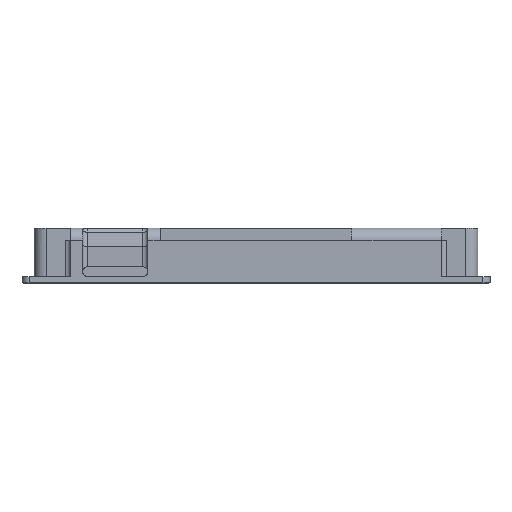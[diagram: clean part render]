
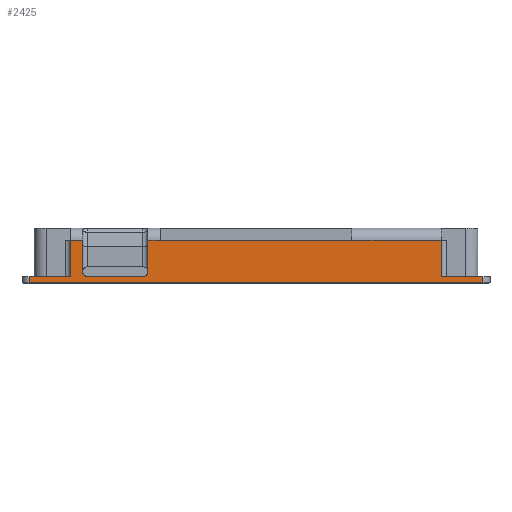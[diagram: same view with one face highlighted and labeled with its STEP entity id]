
A CAD part, front view. The second image highlights one B-rep face of the part: STEP entity #2425.
In plain terms, the highlighted planar face has unit normal (0, -1, 0).
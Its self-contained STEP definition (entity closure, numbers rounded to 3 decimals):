
#70 = EDGE_CURVE ( 'NONE', #6208, #3182, #8704, .T. ) ;
#166 = CARTESIAN_POINT ( 'NONE',  ( 3., 0., 3. ) ) ;
#210 = DIRECTION ( 'NONE',  ( -1., 0., 0. ) ) ;
#261 = VERTEX_POINT ( 'NONE', #6722 ) ;
#333 = DIRECTION ( 'NONE',  ( 0., -1., 0. ) ) ;
#362 = LINE ( 'NONE', #4455, #5930 ) ;
#407 = VERTEX_POINT ( 'NONE', #4791 ) ;
#569 = EDGE_LOOP ( 'NONE', ( #1873, #2016, #1323, #5091, #2820, #3558, #8327, #6083, #5172, #3396, #2189, #2323, #1343, #8581, #7732, #7972 ) ) ;
#583 = AXIS2_PLACEMENT_3D ( 'NONE', #1756, #333, #1825 ) ;
#836 = CARTESIAN_POINT ( 'NONE',  ( 57.3, 0., 18. ) ) ;
#853 = LINE ( 'NONE', #6607, #6010 ) ;
#1036 = EDGE_CURVE ( 'NONE', #3320, #7576, #8486, .T. ) ;
#1051 = VECTOR ( 'NONE', #6541, 1000. ) ;
#1188 = CARTESIAN_POINT ( 'NONE',  ( 3., 0., 0.5 ) ) ;
#1323 = ORIENTED_EDGE ( 'NONE', *, *, #8487, .T. ) ;
#1343 = ORIENTED_EDGE ( 'NONE', *, *, #3486, .T. ) ;
#1348 = LINE ( 'NONE', #5600, #5642 ) ;
#1421 = LINE ( 'NONE', #8398, #8090 ) ;
#1428 = DIRECTION ( 'NONE',  ( 0., 0., -1. ) ) ;
#1627 = CARTESIAN_POINT ( 'NONE',  ( 0., 0., 3. ) ) ;
#1637 = EDGE_CURVE ( 'NONE', #7500, #3605, #8276, .T. ) ;
#1681 = DIRECTION ( 'NONE',  ( 1., 0., 0. ) ) ;
#1722 = CARTESIAN_POINT ( 'NONE',  ( 50.15, 0., 3. ) ) ;
#1756 = CARTESIAN_POINT ( 'NONE',  ( 50.15, 0., 5. ) ) ;
#1771 = LINE ( 'NONE', #5316, #8126 ) ;
#1825 = DIRECTION ( 'NONE',  ( 0., 0., -1. ) ) ;
#1873 = ORIENTED_EDGE ( 'NONE', *, *, #1637, .T. ) ;
#1915 = CARTESIAN_POINT ( 'NONE',  ( 27.15, 0., 5. ) ) ;
#2002 = LINE ( 'NONE', #7858, #7691 ) ;
#2016 = ORIENTED_EDGE ( 'NONE', *, *, #8259, .F. ) ;
#2189 = ORIENTED_EDGE ( 'NONE', *, *, #4702, .F. ) ;
#2265 = DIRECTION ( 'NONE',  ( 0., 0., -1. ) ) ;
#2323 = ORIENTED_EDGE ( 'NONE', *, *, #2806, .T. ) ;
#2425 = ADVANCED_FACE ( 'NONE', ( #8148 ), #8563, .F. ) ;
#2605 = DIRECTION ( 'NONE',  ( 1., 0., 0. ) ) ;
#2806 = EDGE_CURVE ( 'NONE', #4091, #7772, #8253, .T. ) ;
#2820 = ORIENTED_EDGE ( 'NONE', *, *, #70, .F. ) ;
#2862 = CARTESIAN_POINT ( 'NONE',  ( 52.15, 0., 5. ) ) ;
#2902 = CIRCLE ( 'NONE', #7628, 2. ) ;
#2946 = EDGE_CURVE ( 'NONE', #407, #5928, #2002, .T. ) ;
#2991 = CARTESIAN_POINT ( 'NONE',  ( 25.15, 0., 5. ) ) ;
#3015 = CARTESIAN_POINT ( 'NONE',  ( 136.7, 0., 18. ) ) ;
#3070 = DIRECTION ( 'NONE',  ( 0., 0., 1. ) ) ;
#3074 = EDGE_CURVE ( 'NONE', #7500, #3320, #1348, .T. ) ;
#3090 = VECTOR ( 'NONE', #3535, 1000. ) ;
#3091 = VECTOR ( 'NONE', #6988, 1000. ) ;
#3103 = EDGE_CURVE ( 'NONE', #3182, #261, #7130, .T. ) ;
#3160 = CARTESIAN_POINT ( 'NONE',  ( 20., 0., 18. ) ) ;
#3182 = VERTEX_POINT ( 'NONE', #8446 ) ;
#3251 = DIRECTION ( 'NONE',  ( 0., 1., 0. ) ) ;
#3268 = CARTESIAN_POINT ( 'NONE',  ( 136.7, 0., 18. ) ) ;
#3320 = VERTEX_POINT ( 'NONE', #8603 ) ;
#3396 = ORIENTED_EDGE ( 'NONE', *, *, #2946, .T. ) ;
#3427 = LINE ( 'NONE', #7673, #3090 ) ;
#3486 = EDGE_CURVE ( 'NONE', #7772, #3663, #1771, .T. ) ;
#3518 = CARTESIAN_POINT ( 'NONE',  ( 0., 0., 3. ) ) ;
#3535 = DIRECTION ( 'NONE',  ( 1., 0., 0. ) ) ;
#3558 = ORIENTED_EDGE ( 'NONE', *, *, #5766, .F. ) ;
#3605 = VERTEX_POINT ( 'NONE', #3015 ) ;
#3663 = VERTEX_POINT ( 'NONE', #8015 ) ;
#3748 = DIRECTION ( 'NONE',  ( 0., 0., -1. ) ) ;
#3866 = DIRECTION ( 'NONE',  ( -1., 0., 0. ) ) ;
#4091 = VERTEX_POINT ( 'NONE', #4474 ) ;
#4167 = DIRECTION ( 'NONE',  ( 0., 0., 1. ) ) ;
#4455 = CARTESIAN_POINT ( 'NONE',  ( 0., 0., 3. ) ) ;
#4474 = CARTESIAN_POINT ( 'NONE',  ( 3., 0., 3. ) ) ;
#4577 = VERTEX_POINT ( 'NONE', #7809 ) ;
#4702 = EDGE_CURVE ( 'NONE', #4091, #5928, #362, .T. ) ;
#4742 = DIRECTION ( 'NONE',  ( 0., -1., 0. ) ) ;
#4791 = CARTESIAN_POINT ( 'NONE',  ( 20., 0., 18. ) ) ;
#4845 = CARTESIAN_POINT ( 'NONE',  ( 50.15, 0., 3. ) ) ;
#5045 = EDGE_CURVE ( 'NONE', #5228, #407, #1421, .T. ) ;
#5091 = ORIENTED_EDGE ( 'NONE', *, *, #3103, .F. ) ;
#5172 = ORIENTED_EDGE ( 'NONE', *, *, #5045, .T. ) ;
#5228 = VERTEX_POINT ( 'NONE', #5888 ) ;
#5246 = VECTOR ( 'NONE', #3866, 1000. ) ;
#5290 = CARTESIAN_POINT ( 'NONE',  ( 20., 0., 3. ) ) ;
#5316 = CARTESIAN_POINT ( 'NONE',  ( 191., 0., 0.5 ) ) ;
#5441 = EDGE_CURVE ( 'NONE', #5228, #8141, #7643, .T. ) ;
#5597 = AXIS2_PLACEMENT_3D ( 'NONE', #1627, #3251, #5913 ) ;
#5600 = CARTESIAN_POINT ( 'NONE',  ( 174., 0., 23. ) ) ;
#5642 = VECTOR ( 'NONE', #1428, 1000. ) ;
#5665 = DIRECTION ( 'NONE',  ( 0., 0., -1. ) ) ;
#5766 = EDGE_CURVE ( 'NONE', #4577, #6208, #8074, .T. ) ;
#5888 = CARTESIAN_POINT ( 'NONE',  ( 25.15, 0., 18. ) ) ;
#5913 = DIRECTION ( 'NONE',  ( 0., 0., 1. ) ) ;
#5928 = VERTEX_POINT ( 'NONE', #5290 ) ;
#5930 = VECTOR ( 'NONE', #1681, 1000. ) ;
#6010 = VECTOR ( 'NONE', #3070, 1000. ) ;
#6083 = ORIENTED_EDGE ( 'NONE', *, *, #5441, .F. ) ;
#6208 = VERTEX_POINT ( 'NONE', #4845 ) ;
#6236 = EDGE_CURVE ( 'NONE', #8141, #4577, #2902, .T. ) ;
#6393 = VECTOR ( 'NONE', #5665, 1000. ) ;
#6541 = DIRECTION ( 'NONE',  ( -1., 0., 0. ) ) ;
#6607 = CARTESIAN_POINT ( 'NONE',  ( 191., 0., 3. ) ) ;
#6660 = VECTOR ( 'NONE', #2265, 1000. ) ;
#6722 = CARTESIAN_POINT ( 'NONE',  ( 52.15, 0., 18. ) ) ;
#6889 = CARTESIAN_POINT ( 'NONE',  ( 174., 0., 18. ) ) ;
#6988 = DIRECTION ( 'NONE',  ( 1., 0., 0. ) ) ;
#7056 = LINE ( 'NONE', #3160, #1051 ) ;
#7130 = LINE ( 'NONE', #2862, #8874 ) ;
#7468 = DIRECTION ( 'NONE',  ( 0., 0., -1. ) ) ;
#7500 = VERTEX_POINT ( 'NONE', #6889 ) ;
#7576 = VERTEX_POINT ( 'NONE', #8373 ) ;
#7628 = AXIS2_PLACEMENT_3D ( 'NONE', #1915, #4742, #7468 ) ;
#7643 = LINE ( 'NONE', #2991, #6660 ) ;
#7673 = CARTESIAN_POINT ( 'NONE',  ( 136.7, 0., 18. ) ) ;
#7686 = EDGE_CURVE ( 'NONE', #3663, #7576, #853, .T. ) ;
#7691 = VECTOR ( 'NONE', #3748, 1000. ) ;
#7732 = ORIENTED_EDGE ( 'NONE', *, *, #1036, .F. ) ;
#7772 = VERTEX_POINT ( 'NONE', #1188 ) ;
#7809 = CARTESIAN_POINT ( 'NONE',  ( 27.15, 0., 3. ) ) ;
#7858 = CARTESIAN_POINT ( 'NONE',  ( 20., 0., 23. ) ) ;
#7939 = DIRECTION ( 'NONE',  ( 1., 0., 0. ) ) ;
#7970 = VECTOR ( 'NONE', #7939, 1000. ) ;
#7972 = ORIENTED_EDGE ( 'NONE', *, *, #3074, .F. ) ;
#8015 = CARTESIAN_POINT ( 'NONE',  ( 191., 0., 0.5 ) ) ;
#8074 = LINE ( 'NONE', #1722, #7970 ) ;
#8090 = VECTOR ( 'NONE', #210, 1000. ) ;
#8126 = VECTOR ( 'NONE', #2605, 1000. ) ;
#8141 = VERTEX_POINT ( 'NONE', #8878 ) ;
#8148 = FACE_OUTER_BOUND ( 'NONE', #569, .T. ) ;
#8253 = LINE ( 'NONE', #166, #6393 ) ;
#8259 = EDGE_CURVE ( 'NONE', #8602, #3605, #3427, .T. ) ;
#8276 = LINE ( 'NONE', #3268, #5246 ) ;
#8327 = ORIENTED_EDGE ( 'NONE', *, *, #6236, .F. ) ;
#8373 = CARTESIAN_POINT ( 'NONE',  ( 191., 0., 3. ) ) ;
#8398 = CARTESIAN_POINT ( 'NONE',  ( 20., 0., 18. ) ) ;
#8446 = CARTESIAN_POINT ( 'NONE',  ( 52.15, 0., 5. ) ) ;
#8486 = LINE ( 'NONE', #3518, #3091 ) ;
#8487 = EDGE_CURVE ( 'NONE', #8602, #261, #7056, .T. ) ;
#8563 = PLANE ( 'NONE',  #5597 ) ;
#8581 = ORIENTED_EDGE ( 'NONE', *, *, #7686, .T. ) ;
#8602 = VERTEX_POINT ( 'NONE', #836 ) ;
#8603 = CARTESIAN_POINT ( 'NONE',  ( 174., 0., 3. ) ) ;
#8704 = CIRCLE ( 'NONE', #583, 2. ) ;
#8874 = VECTOR ( 'NONE', #4167, 1000. ) ;
#8878 = CARTESIAN_POINT ( 'NONE',  ( 25.15, 0., 5. ) ) ;
